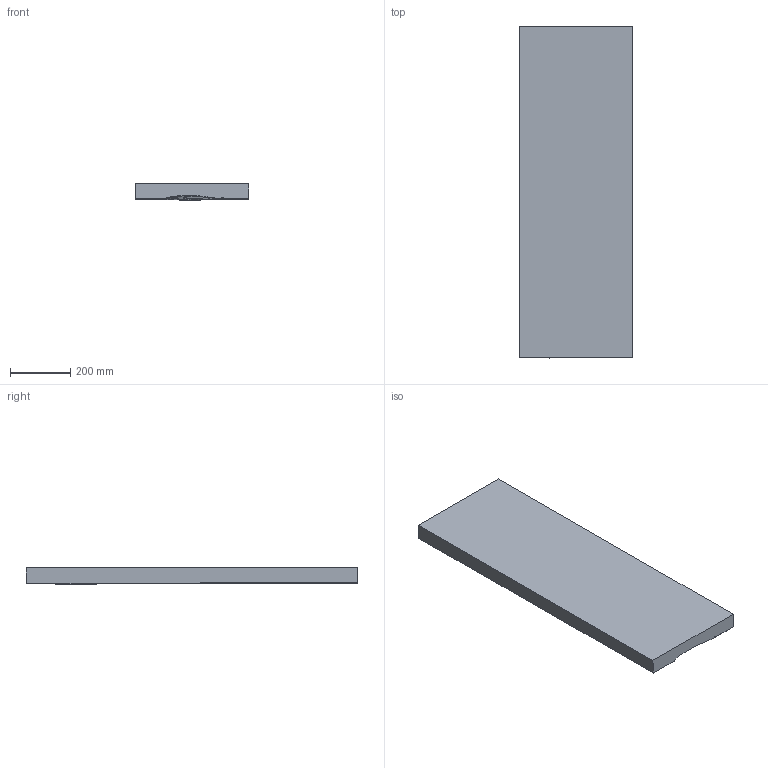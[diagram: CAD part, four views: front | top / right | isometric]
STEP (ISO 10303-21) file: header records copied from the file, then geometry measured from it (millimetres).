
FILE_DESCRIPTION(('CATIA V5 STEP Exchange'),'2;1');
FILE_NAME('upper mold v3.stp','2017-02-02T03:48:53+00:00',('none'),('none'),'CATIA Version 5 Release 18 GA (IN-10)','CATIA V5 STEP AP203','none');
FILE_SCHEMA(('CONFIG_CONTROL_DESIGN'));
Length unit declared in the file: millimetre
Products named in the file (1): Part3
Bounding box: 375.7 x 1100.07 x 54.91 mm (x, y, z)
Volume: 20102218 mm3; surface area: 985866.1 mm2
Topology: 1 solids, 1 shells, 72 faces, 171 edges, 100 vertices
Faces by surface type: bspline 43, plane 15, extrusion 14
Entity records: 7701 total; most frequent: CARTESIAN_POINT 6421, ORIENTED_EDGE 338, EDGE_CURVE 169, B_SPLINE_CURVE_WITH_KNOTS 131, VERTEX_POINT 99, DIRECTION 88, ADVANCED_FACE 72, EDGE_LOOP 72
